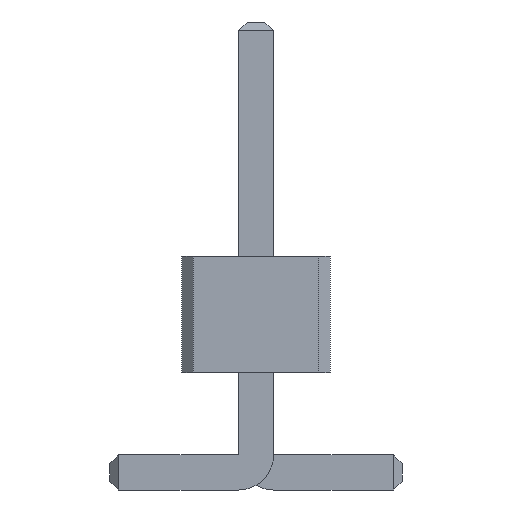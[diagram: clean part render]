
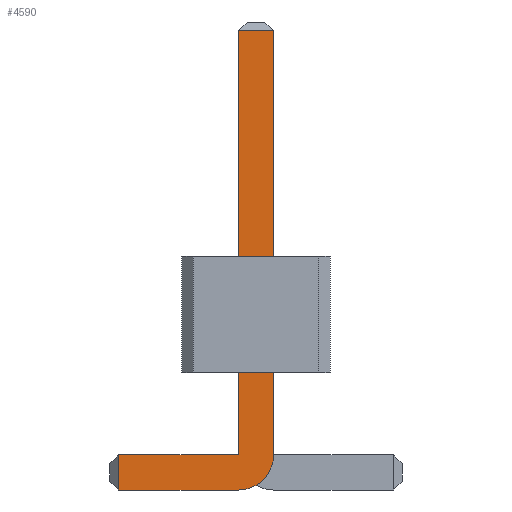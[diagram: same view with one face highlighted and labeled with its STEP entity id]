
A CAD part, front view. The second image highlights one B-rep face of the part: STEP entity #4590.
In plain terms, the highlighted planar face has unit normal (0, -1, 0).
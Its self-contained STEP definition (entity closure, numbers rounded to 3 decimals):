
#56=DIRECTION('',(0.,-1.,0.));
#67=DIRECTION('',(1.,0.,0.));
#953=VECTOR('',#67,1.);
#1006=DIRECTION('',(-1.,0.,0.));
#2033=VECTOR('',#1006,1.);
#2042=DIRECTION('',(0.,0.,-1.));
#2061=VECTOR('',#2042,1.);
#4420=VECTOR('',#4421,1.);
#4421=DIRECTION('',(0.,0.,1.));
#4443=DIRECTION('',(0.,-1.,0.));
#4444=DIRECTION('',(-1.,0.,0.));
#4451=VERTEX_POINT('',#4452);
#4452=CARTESIAN_POINT('',(-1.175,-7.65,0.));
#4455=ORIENTED_EDGE('',*,*,#4456,.T.);
#4456=EDGE_CURVE('',#4451,#4457,#4459,.T.);
#4457=VERTEX_POINT('',#4458);
#4458=CARTESIAN_POINT('',(-0.15,-7.65,0.));
#4459=LINE('',#4460,#953);
#4460=CARTESIAN_POINT('',(-1.25,-7.65,0.));
#4492=VERTEX_POINT('',#4493);
#4493=CARTESIAN_POINT('',(0.15,-7.65,0.3));
#4496=EDGE_CURVE('',#4457,#4492,#4497,.T.);
#4497=CIRCLE('',#4498,0.3);
#4498=AXIS2_PLACEMENT_3D('',#4499,#56,#2042);
#4499=CARTESIAN_POINT('',(-0.15,-7.65,0.3));
#4507=VERTEX_POINT('',#4499);
#4509=ORIENTED_EDGE('',*,*,#4510,.T.);
#4510=EDGE_CURVE('',#4507,#4511,#4513,.T.);
#4511=VERTEX_POINT('',#4512);
#4512=CARTESIAN_POINT('',(-1.175,-7.65,0.3));
#4513=LINE('',#4499,#2033);
#4523=ORIENTED_EDGE('',*,*,#4524,.T.);
#4524=EDGE_CURVE('',#4492,#4525,#4527,.T.);
#4525=VERTEX_POINT('',#4526);
#4526=CARTESIAN_POINT('',(0.15,-7.65,3.925));
#4527=LINE('',#4528,#4420);
#4528=CARTESIAN_POINT('',(0.15,-7.65,0.));
#4541=VERTEX_POINT('',#4542);
#4542=CARTESIAN_POINT('',(-0.15,-7.65,3.925));
#4544=ORIENTED_EDGE('',*,*,#4545,.T.);
#4545=EDGE_CURVE('',#4541,#4507,#4546,.T.);
#4546=LINE('',#4547,#2061);
#4547=CARTESIAN_POINT('',(-0.15,-7.65,4.));
#4590=ADVANCED_FACE('',(#4591),#4600,.T.);
#4591=FACE_BOUND('',#4592,.T.);
#4592=EDGE_LOOP('',(#4455,#4593,#4523,#4594,#4544,#4509,#4597));
#4593=ORIENTED_EDGE('',*,*,#4496,.T.);
#4594=ORIENTED_EDGE('',*,*,#4595,.T.);
#4595=EDGE_CURVE('',#4525,#4541,#4596,.T.);
#4596=LINE('',#4526,#2033);
#4597=ORIENTED_EDGE('',*,*,#4598,.T.);
#4598=EDGE_CURVE('',#4511,#4451,#4599,.T.);
#4599=LINE('',#4512,#2061);
#4600=PLANE('',#4601);
#4601=AXIS2_PLACEMENT_3D('',#4602,#4443,#4444);
#4602=CARTESIAN_POINT('',(-0.173,-7.65,1.623));
